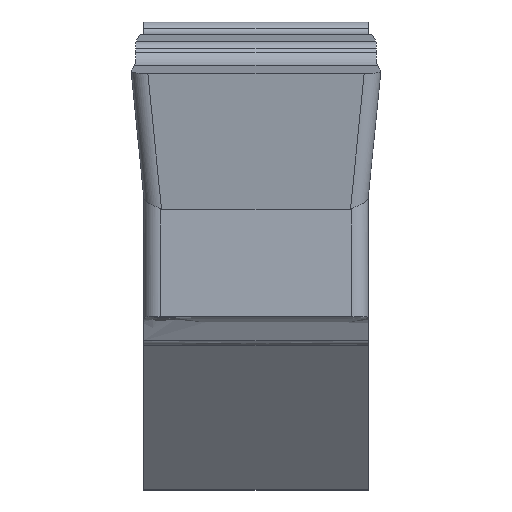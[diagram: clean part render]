
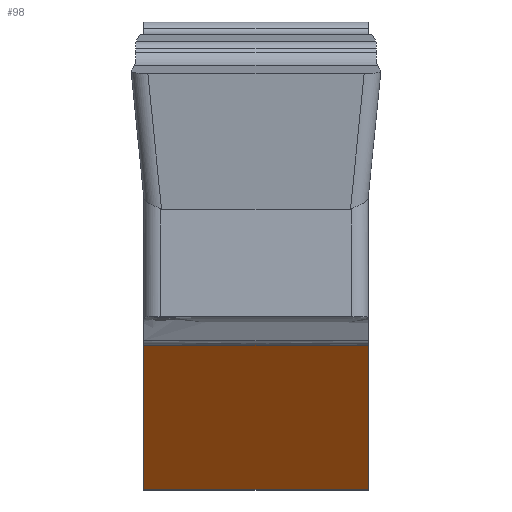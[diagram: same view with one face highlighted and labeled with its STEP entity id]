
A CAD part, front view. The second image highlights one B-rep face of the part: STEP entity #98.
In plain terms, the highlighted planar face has unit normal (0, -0.342, -0.94).
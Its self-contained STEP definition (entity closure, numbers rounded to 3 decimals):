
#98=ADVANCED_FACE('',(#154),#123,.F.);
#123=PLANE('',#847);
#154=FACE_OUTER_BOUND('',#192,.T.);
#192=EDGE_LOOP('',(#376,#377,#378,#379));
#376=ORIENTED_EDGE('',*,*,#602,.F.);
#377=ORIENTED_EDGE('',*,*,#546,.F.);
#378=ORIENTED_EDGE('',*,*,#601,.T.);
#379=ORIENTED_EDGE('',*,*,#541,.F.);
#468=VERTEX_POINT('',#1303);
#469=VERTEX_POINT('',#1305);
#472=VERTEX_POINT('',#1332);
#473=VERTEX_POINT('',#1334);
#541=EDGE_CURVE('',#468,#469,#631,.T.);
#546=EDGE_CURVE('',#472,#473,#633,.T.);
#601=EDGE_CURVE('',#472,#469,#667,.T.);
#602=EDGE_CURVE('',#473,#468,#668,.T.);
#631=LINE('',#1304,#693);
#633=LINE('',#1333,#695);
#667=LINE('',#1613,#733);
#668=LINE('',#1620,#735);
#693=VECTOR('',#920,1.);
#695=VECTOR('',#924,1.);
#733=VECTOR('',#1024,1.);
#735=VECTOR('',#1026,1.);
#847=AXIS2_PLACEMENT_3D('',#1621,#1027,#1028);
#920=DIRECTION('',(0.,-0.94,0.342));
#924=DIRECTION('',(0.,0.94,-0.342));
#1024=DIRECTION('',(-1.,0.,0.));
#1026=DIRECTION('',(-1.,0.,0.));
#1027=DIRECTION('',(0.,0.342,0.94));
#1028=DIRECTION('',(0.,-0.94,0.342));
#1303=CARTESIAN_POINT('',(-2.7,3.664,-9.985));
#1304=CARTESIAN_POINT('',(-2.7,-2.781,-7.639));
#1305=CARTESIAN_POINT('',(-2.7,-5.857,-6.52));
#1332=CARTESIAN_POINT('',(2.7,-5.857,-6.52));
#1333=CARTESIAN_POINT('',(2.7,-2.781,-7.639));
#1334=CARTESIAN_POINT('',(2.7,3.664,-9.985));
#1613=CARTESIAN_POINT('',(-5.3,-5.857,-6.52));
#1620=CARTESIAN_POINT('',(-5.3,3.664,-9.985));
#1621=CARTESIAN_POINT('',(-5.3,3.664,-9.985));
